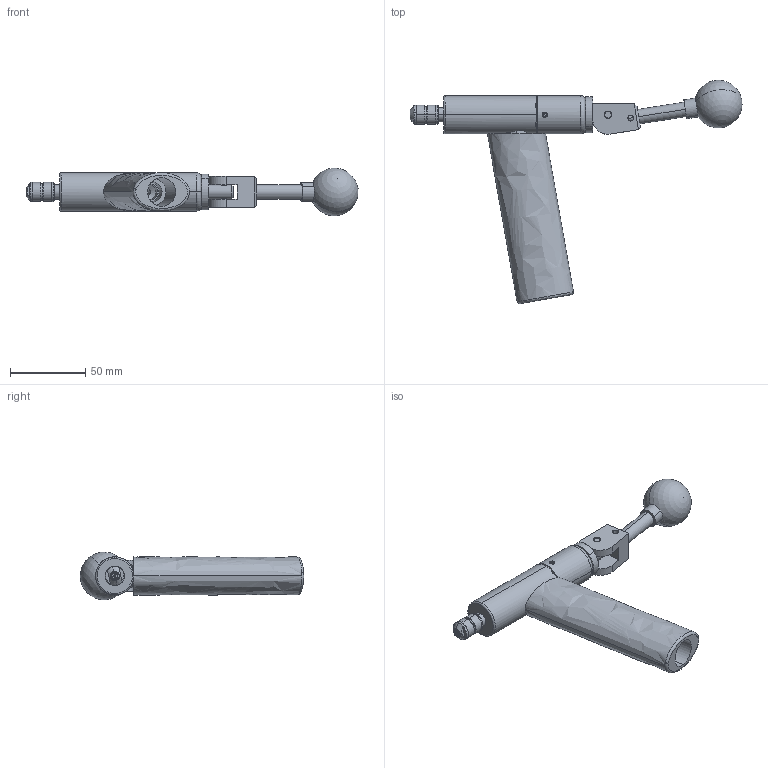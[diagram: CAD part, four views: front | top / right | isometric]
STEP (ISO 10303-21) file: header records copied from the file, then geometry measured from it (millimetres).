
FILE_DESCRIPTION (( 'STEP AP214' ), '1' );
FILE_NAME ('CTSC-003453.STEP', '2025-05-21T15:00:36', ( '' ), ( '' ), 'SwSTEP 2.0', 'SolidWorks 2023', '' );
FILE_SCHEMA (( 'AUTOMOTIVE_DESIGN' ));
Length unit declared in the file: inch
Products named in the file (1): CTSC-003453
Bounding box: 220.94 x 148.69 x 31.6 mm (x, y, z)
Volume: 150801.6 mm3; surface area: 48271.3 mm2
Topology: 11 solids, 11 shells, 296 faces, 683 edges, 429 vertices
Faces by surface type: cylinder 126, plane 102, cone 46, torus 13, bspline 7, sphere 2
Entity records: 14099 total; most frequent: CARTESIAN_POINT 3660, DIRECTION 1416, ORIENTED_EDGE 1352, EDGE_CURVE 676, AXIS2_PLACEMENT_3D 587, VERTEX_POINT 426, EDGE_LOOP 342, CIRCLE 297
